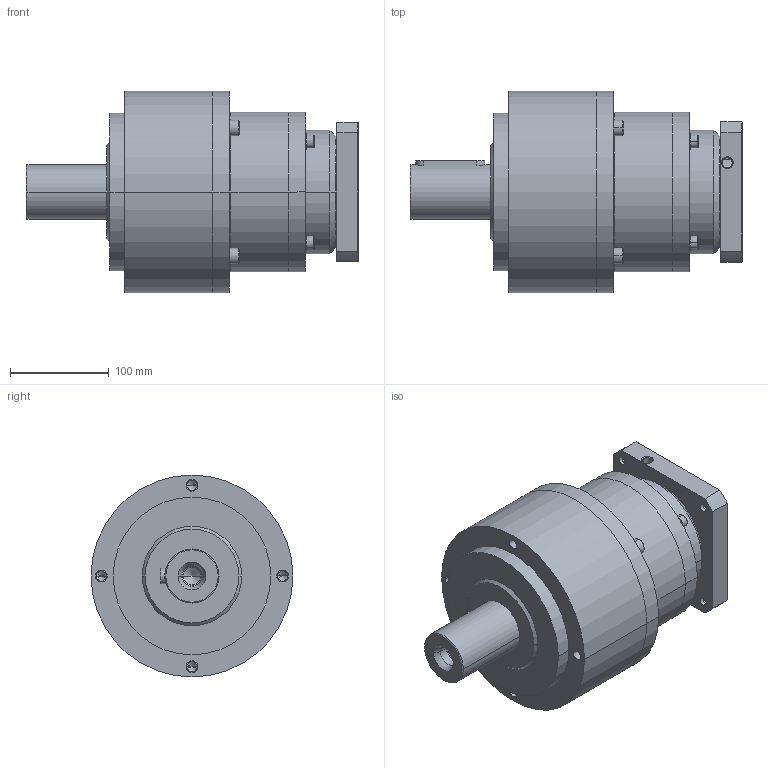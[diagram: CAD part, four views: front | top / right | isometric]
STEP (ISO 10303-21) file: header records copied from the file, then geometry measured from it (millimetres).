
FILE_DESCRIPTION((''),'2;1');
FILE_NAME('AE2052-P0403500401_ASM','2008-09-11T',('d00080'),(''),'PRO/ENGINEER BY PARAMETRIC TECHNOLOGY CORPORATION, 2006170','PRO/ENGINEER BY PARAMETRIC TECHNOLOGY CORPORATION, 2006170','');
FILE_SCHEMA(('CONFIG_CONTROL_DESIGN'));
Length unit declared in the file: millimetre
Products named in the file (10): AE205-2; P246; 220120905; RG-SET3-6_ASM; P1302500001; 233100005; 220100804; COVER-SET-5_ASM; P0403500401; AE2052-P0403500401_ASM
Assembly tree (18 placements, depth 3):
  AE2052-P0403500401_ASM
    AE205-2
    RG-SET3-6_ASM
      P246
      220120905  x4
    COVER-SET-5_ASM
      P1302500001
      233100005  x4
      220100804  x4
    P0403500401
Bounding box: 337 x 205 x 205 mm (x, y, z)
Volume: 6199607.6 mm3; surface area: 427485.9 mm2
Topology: 16 solids, 26 shells, 525 faces, 1152 edges, 697 vertices
Faces by surface type: cylinder 217, plane 192, cone 86, torus 30
Entity records: 9486 total; most frequent: DIRECTION 1774, CARTESIAN_POINT 1760, ORIENTED_EDGE 1380, AXIS2_PLACEMENT_3D 738, EDGE_CURVE 710, VERTEX_POINT 445, EDGE_LOOP 397, CIRCLE 377
